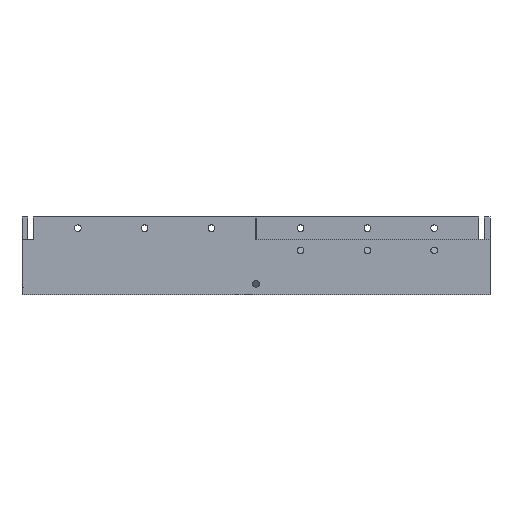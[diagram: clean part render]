
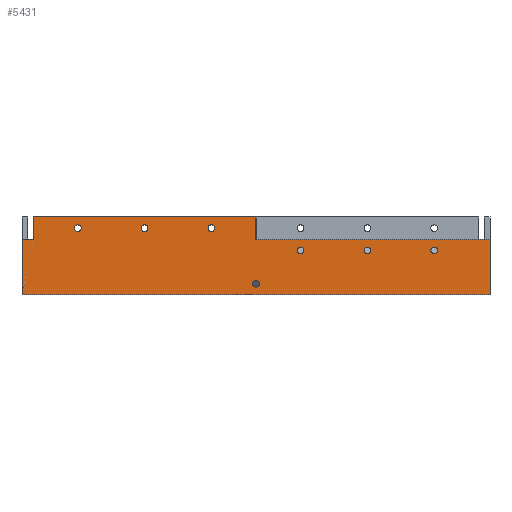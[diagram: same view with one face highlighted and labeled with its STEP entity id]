
A CAD part, left-side view. The second image highlights one B-rep face of the part: STEP entity #5431.
In plain terms, the highlighted planar face has unit normal (-1, 0, 0).
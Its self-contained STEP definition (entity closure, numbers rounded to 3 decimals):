
#40=FACE_BOUND('',#699,.T.);
#41=FACE_BOUND('',#700,.T.);
#42=FACE_BOUND('',#701,.T.);
#43=FACE_BOUND('',#702,.T.);
#44=FACE_BOUND('',#703,.T.);
#45=FACE_BOUND('',#704,.T.);
#46=FACE_BOUND('',#705,.T.);
#171=PLANE('',#5792);
#422=FACE_OUTER_BOUND('',#698,.T.);
#698=EDGE_LOOP('',(#4336,#4337,#4338,#4339,#4340,#4341,#4342,#4343));
#699=EDGE_LOOP('',(#4344,#4345));
#700=EDGE_LOOP('',(#4346,#4347));
#701=EDGE_LOOP('',(#4348,#4349));
#702=EDGE_LOOP('',(#4350,#4351));
#703=EDGE_LOOP('',(#4352,#4353));
#704=EDGE_LOOP('',(#4354,#4355));
#705=EDGE_LOOP('',(#4356,#4357));
#964=LINE('',#7646,#1669);
#966=LINE('',#7651,#1671);
#968=LINE('',#7654,#1673);
#974=LINE('',#7666,#1679);
#1031=LINE('',#7778,#1736);
#1270=LINE('',#8241,#1975);
#1271=LINE('',#8243,#1976);
#1272=LINE('',#8244,#1977);
#1669=VECTOR('',#6270,10.);
#1671=VECTOR('',#6274,10.);
#1673=VECTOR('',#6278,10.);
#1679=VECTOR('',#6286,10.);
#1736=VECTOR('',#6347,10.);
#1975=VECTOR('',#6704,10.);
#1976=VECTOR('',#6705,10.);
#1977=VECTOR('',#6706,10.);
#2322=CIRCLE('',#5617,1.5);
#2323=CIRCLE('',#5618,1.5);
#2380=CIRCLE('',#5696,1.5);
#2381=CIRCLE('',#5697,1.5);
#2383=CIRCLE('',#5700,1.5);
#2384=CIRCLE('',#5701,1.5);
#2386=CIRCLE('',#5704,1.5);
#2387=CIRCLE('',#5705,1.5);
#2389=CIRCLE('',#5708,1.5);
#2390=CIRCLE('',#5709,1.5);
#2392=CIRCLE('',#5712,1.5);
#2393=CIRCLE('',#5713,1.5);
#2395=CIRCLE('',#5716,1.5);
#2396=CIRCLE('',#5717,1.5);
#2412=VERTEX_POINT('',#7367);
#2413=VERTEX_POINT('',#7368);
#2478=VERTEX_POINT('',#7539);
#2479=VERTEX_POINT('',#7540);
#2481=VERTEX_POINT('',#7547);
#2482=VERTEX_POINT('',#7548);
#2484=VERTEX_POINT('',#7555);
#2485=VERTEX_POINT('',#7556);
#2487=VERTEX_POINT('',#7563);
#2488=VERTEX_POINT('',#7564);
#2490=VERTEX_POINT('',#7571);
#2491=VERTEX_POINT('',#7572);
#2493=VERTEX_POINT('',#7579);
#2494=VERTEX_POINT('',#7580);
#2516=VERTEX_POINT('',#7642);
#2517=VERTEX_POINT('',#7644);
#2518=VERTEX_POINT('',#7648);
#2519=VERTEX_POINT('',#7650);
#2524=VERTEX_POINT('',#7664);
#2577=VERTEX_POINT('',#7777);
#2742=VERTEX_POINT('',#8240);
#2743=VERTEX_POINT('',#8242);
#2932=EDGE_CURVE('',#2412,#2413,#2322,.T.);
#2933=EDGE_CURVE('',#2413,#2412,#2323,.T.);
#3017=EDGE_CURVE('',#2478,#2479,#2380,.T.);
#3018=EDGE_CURVE('',#2479,#2478,#2381,.T.);
#3021=EDGE_CURVE('',#2481,#2482,#2383,.T.);
#3022=EDGE_CURVE('',#2482,#2481,#2384,.T.);
#3025=EDGE_CURVE('',#2484,#2485,#2386,.T.);
#3026=EDGE_CURVE('',#2485,#2484,#2387,.T.);
#3029=EDGE_CURVE('',#2487,#2488,#2389,.T.);
#3030=EDGE_CURVE('',#2488,#2487,#2390,.T.);
#3033=EDGE_CURVE('',#2490,#2491,#2392,.T.);
#3034=EDGE_CURVE('',#2491,#2490,#2393,.T.);
#3037=EDGE_CURVE('',#2493,#2494,#2395,.T.);
#3038=EDGE_CURVE('',#2494,#2493,#2396,.T.);
#3069=EDGE_CURVE('',#2516,#2517,#964,.T.);
#3071=EDGE_CURVE('',#2518,#2519,#966,.T.);
#3073=EDGE_CURVE('',#2519,#2517,#968,.T.);
#3079=EDGE_CURVE('',#2518,#2524,#974,.T.);
#3136=EDGE_CURVE('',#2577,#2516,#1031,.T.);
#3375=EDGE_CURVE('',#2742,#2577,#1270,.T.);
#3376=EDGE_CURVE('',#2524,#2743,#1271,.T.);
#3377=EDGE_CURVE('',#2743,#2742,#1272,.T.);
#4336=ORIENTED_EDGE('',*,*,#3375,.T.);
#4337=ORIENTED_EDGE('',*,*,#3136,.T.);
#4338=ORIENTED_EDGE('',*,*,#3069,.T.);
#4339=ORIENTED_EDGE('',*,*,#3073,.F.);
#4340=ORIENTED_EDGE('',*,*,#3071,.F.);
#4341=ORIENTED_EDGE('',*,*,#3079,.T.);
#4342=ORIENTED_EDGE('',*,*,#3376,.T.);
#4343=ORIENTED_EDGE('',*,*,#3377,.T.);
#4344=ORIENTED_EDGE('',*,*,#2932,.T.);
#4345=ORIENTED_EDGE('',*,*,#2933,.T.);
#4346=ORIENTED_EDGE('',*,*,#3017,.T.);
#4347=ORIENTED_EDGE('',*,*,#3018,.T.);
#4348=ORIENTED_EDGE('',*,*,#3021,.T.);
#4349=ORIENTED_EDGE('',*,*,#3022,.T.);
#4350=ORIENTED_EDGE('',*,*,#3025,.T.);
#4351=ORIENTED_EDGE('',*,*,#3026,.T.);
#4352=ORIENTED_EDGE('',*,*,#3029,.T.);
#4353=ORIENTED_EDGE('',*,*,#3030,.T.);
#4354=ORIENTED_EDGE('',*,*,#3033,.T.);
#4355=ORIENTED_EDGE('',*,*,#3034,.T.);
#4356=ORIENTED_EDGE('',*,*,#3037,.T.);
#4357=ORIENTED_EDGE('',*,*,#3038,.T.);
#5431=ADVANCED_FACE('',(#422,#40,#41,#42,#43,#44,#45,#46),#171,.T.);
#5617=AXIS2_PLACEMENT_3D('',#7369,#5985,#5986);
#5618=AXIS2_PLACEMENT_3D('',#7370,#5987,#5988);
#5696=AXIS2_PLACEMENT_3D('',#7541,#6170,#6171);
#5697=AXIS2_PLACEMENT_3D('',#7542,#6172,#6173);
#5700=AXIS2_PLACEMENT_3D('',#7549,#6179,#6180);
#5701=AXIS2_PLACEMENT_3D('',#7550,#6181,#6182);
#5704=AXIS2_PLACEMENT_3D('',#7557,#6188,#6189);
#5705=AXIS2_PLACEMENT_3D('',#7558,#6190,#6191);
#5708=AXIS2_PLACEMENT_3D('',#7565,#6197,#6198);
#5709=AXIS2_PLACEMENT_3D('',#7566,#6199,#6200);
#5712=AXIS2_PLACEMENT_3D('',#7573,#6206,#6207);
#5713=AXIS2_PLACEMENT_3D('',#7574,#6208,#6209);
#5716=AXIS2_PLACEMENT_3D('',#7581,#6215,#6216);
#5717=AXIS2_PLACEMENT_3D('',#7582,#6217,#6218);
#5792=AXIS2_PLACEMENT_3D('',#8239,#6702,#6703);
#5985=DIRECTION('center_axis',(1.,0.,0.));
#5986=DIRECTION('ref_axis',(0.,0.,1.));
#5987=DIRECTION('center_axis',(1.,0.,0.));
#5988=DIRECTION('ref_axis',(0.,0.,1.));
#6170=DIRECTION('center_axis',(1.,0.,0.));
#6171=DIRECTION('ref_axis',(0.,0.,1.));
#6172=DIRECTION('center_axis',(1.,0.,0.));
#6173=DIRECTION('ref_axis',(0.,0.,1.));
#6179=DIRECTION('center_axis',(1.,0.,0.));
#6180=DIRECTION('ref_axis',(0.,0.,1.));
#6181=DIRECTION('center_axis',(1.,0.,0.));
#6182=DIRECTION('ref_axis',(0.,0.,1.));
#6188=DIRECTION('center_axis',(1.,0.,0.));
#6189=DIRECTION('ref_axis',(0.,0.,1.));
#6190=DIRECTION('center_axis',(1.,0.,0.));
#6191=DIRECTION('ref_axis',(0.,0.,1.));
#6197=DIRECTION('center_axis',(1.,0.,0.));
#6198=DIRECTION('ref_axis',(0.,0.,1.));
#6199=DIRECTION('center_axis',(1.,0.,0.));
#6200=DIRECTION('ref_axis',(0.,0.,1.));
#6206=DIRECTION('center_axis',(1.,0.,0.));
#6207=DIRECTION('ref_axis',(0.,0.,1.));
#6208=DIRECTION('center_axis',(1.,0.,0.));
#6209=DIRECTION('ref_axis',(0.,0.,1.));
#6215=DIRECTION('center_axis',(1.,0.,0.));
#6216=DIRECTION('ref_axis',(0.,0.,1.));
#6217=DIRECTION('center_axis',(1.,0.,0.));
#6218=DIRECTION('ref_axis',(0.,0.,1.));
#6270=DIRECTION('',(0.,0.,1.));
#6274=DIRECTION('',(0.,0.,1.));
#6278=DIRECTION('',(0.,-1.,0.));
#6286=DIRECTION('',(0.,1.,0.));
#6347=DIRECTION('',(0.,1.,0.));
#6702=DIRECTION('center_axis',(-1.,0.,0.));
#6703=DIRECTION('ref_axis',(0.,0.,1.));
#6704=DIRECTION('',(0.,0.,1.));
#6705=DIRECTION('',(0.,0.,-1.));
#6706=DIRECTION('',(0.,-1.,0.));
#7367=CARTESIAN_POINT('',(-205.,105.,-18.5));
#7368=CARTESIAN_POINT('',(-205.,105.,-21.5));
#7369=CARTESIAN_POINT('Origin',(-205.,105.,-20.));
#7370=CARTESIAN_POINT('Origin',(-205.,105.,-20.));
#7539=CARTESIAN_POINT('',(-205.,85.,-3.5));
#7540=CARTESIAN_POINT('',(-205.,85.,-6.5));
#7541=CARTESIAN_POINT('Origin',(-205.,85.,-5.));
#7542=CARTESIAN_POINT('Origin',(-205.,85.,-5.));
#7547=CARTESIAN_POINT('',(-205.,55.,-3.5));
#7548=CARTESIAN_POINT('',(-205.,55.,-6.5));
#7549=CARTESIAN_POINT('Origin',(-205.,55.,-5.));
#7550=CARTESIAN_POINT('Origin',(-205.,55.,-5.));
#7555=CARTESIAN_POINT('',(-205.,25.,-3.5));
#7556=CARTESIAN_POINT('',(-205.,25.,-6.5));
#7557=CARTESIAN_POINT('Origin',(-205.,25.,-5.));
#7558=CARTESIAN_POINT('Origin',(-205.,25.,-5.));
#7563=CARTESIAN_POINT('',(-205.,125.,6.5));
#7564=CARTESIAN_POINT('',(-205.,125.,3.5));
#7565=CARTESIAN_POINT('Origin',(-205.,125.,5.));
#7566=CARTESIAN_POINT('Origin',(-205.,125.,5.));
#7571=CARTESIAN_POINT('',(-205.,155.,6.5));
#7572=CARTESIAN_POINT('',(-205.,155.,3.5));
#7573=CARTESIAN_POINT('Origin',(-205.,155.,5.));
#7574=CARTESIAN_POINT('Origin',(-205.,155.,5.));
#7579=CARTESIAN_POINT('',(-205.,185.,6.5));
#7580=CARTESIAN_POINT('',(-205.,185.,3.5));
#7581=CARTESIAN_POINT('Origin',(-205.,185.,5.));
#7582=CARTESIAN_POINT('Origin',(-205.,185.,5.));
#7642=CARTESIAN_POINT('',(-205.,105.,0.));
#7644=CARTESIAN_POINT('',(-205.,105.,10.));
#7646=CARTESIAN_POINT('',(-205.,105.,0.));
#7648=CARTESIAN_POINT('',(-205.,205.,0.));
#7650=CARTESIAN_POINT('',(-205.,205.,10.));
#7651=CARTESIAN_POINT('',(-205.,205.,0.));
#7654=CARTESIAN_POINT('',(-205.,210.,10.));
#7664=CARTESIAN_POINT('',(-205.,210.,0.));
#7666=CARTESIAN_POINT('',(-205.,0.,0.));
#7777=CARTESIAN_POINT('',(-205.,0.,0.));
#7778=CARTESIAN_POINT('',(-205.,0.,0.));
#8239=CARTESIAN_POINT('Origin',(-205.,105.,-12.5));
#8240=CARTESIAN_POINT('',(-205.,0.,-25.));
#8241=CARTESIAN_POINT('',(-205.,0.,-25.));
#8242=CARTESIAN_POINT('',(-205.,210.,-25.));
#8243=CARTESIAN_POINT('',(-205.,210.,0.));
#8244=CARTESIAN_POINT('',(-205.,210.,-25.));
